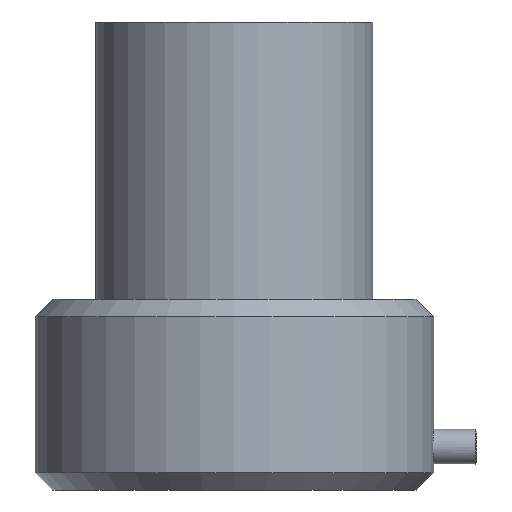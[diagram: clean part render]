
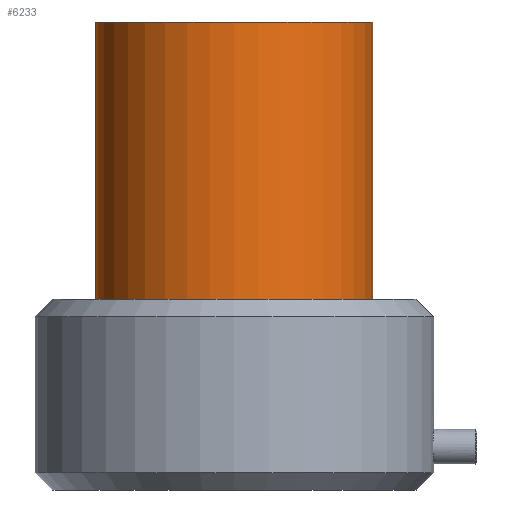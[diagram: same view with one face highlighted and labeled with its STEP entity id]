
A CAD part, front view. The second image highlights one B-rep face of the part: STEP entity #6233.
In plain terms, the highlighted cylindrical face has radius 8 mm (diameter 16 mm), a full revolution.
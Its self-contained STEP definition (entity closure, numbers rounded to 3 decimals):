
#48=CYLINDRICAL_SURFACE('',#6475,8.);
#54=CIRCLE('',#6463,8.);
#59=CIRCLE('',#6476,8.);
#514=FACE_OUTER_BOUND('',#880,.T.);
#880=EDGE_LOOP('',(#5407,#5408,#5409,#5410));
#1352=LINE('',#11340,#1832);
#1832=VECTOR('',#7151,8.);
#2838=VERTEX_POINT('',#11319);
#2843=VERTEX_POINT('',#11339);
#3711=EDGE_CURVE('',#2838,#2838,#54,.T.);
#3718=EDGE_CURVE('',#2838,#2843,#1352,.T.);
#3719=EDGE_CURVE('',#2843,#2843,#59,.T.);
#5407=ORIENTED_EDGE('',*,*,#3711,.T.);
#5408=ORIENTED_EDGE('',*,*,#3718,.T.);
#5409=ORIENTED_EDGE('',*,*,#3719,.F.);
#5410=ORIENTED_EDGE('',*,*,#3718,.F.);
#6233=ADVANCED_FACE('',(#514),#48,.T.);
#6463=AXIS2_PLACEMENT_3D('',#11320,#7123,#7124);
#6475=AXIS2_PLACEMENT_3D('',#11338,#7149,#7150);
#6476=AXIS2_PLACEMENT_3D('',#11341,#7152,#7153);
#7123=DIRECTION('center_axis',(0.,0.,-1.));
#7124=DIRECTION('ref_axis',(-1.,0.,0.));
#7149=DIRECTION('center_axis',(0.,0.,1.));
#7150=DIRECTION('ref_axis',(-1.,0.,0.));
#7151=DIRECTION('',(0.,0.,-1.));
#7152=DIRECTION('center_axis',(0.,0.,-1.));
#7153=DIRECTION('ref_axis',(-1.,0.,0.));
#11319=CARTESIAN_POINT('',(8.,0.,16.));
#11320=CARTESIAN_POINT('Origin',(0.,0.,16.));
#11338=CARTESIAN_POINT('Origin',(0.,0.,0.));
#11339=CARTESIAN_POINT('',(8.,0.,0.));
#11340=CARTESIAN_POINT('',(8.,0.,0.));
#11341=CARTESIAN_POINT('Origin',(0.,0.,0.));
